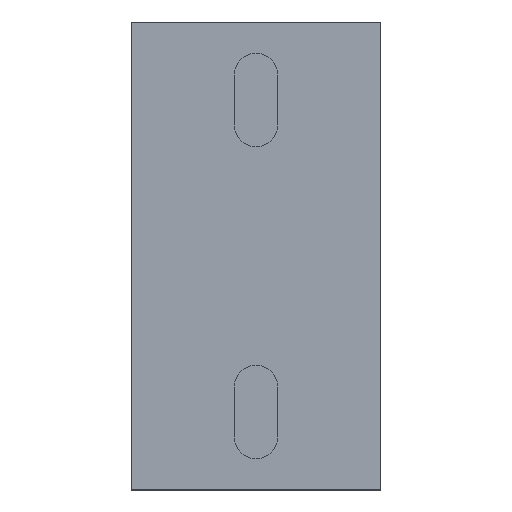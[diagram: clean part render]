
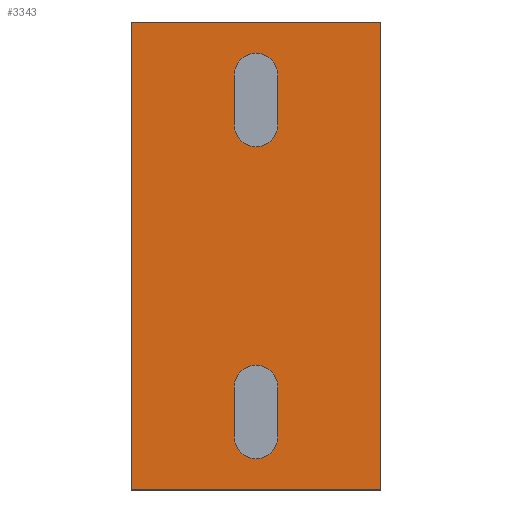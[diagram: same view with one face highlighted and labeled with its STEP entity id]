
A CAD part, top view. The second image highlights one B-rep face of the part: STEP entity #3343.
In plain terms, the highlighted planar face has unit normal (0, 0, 1).
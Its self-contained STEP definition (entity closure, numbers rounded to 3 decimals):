
#285=FACE_OUTER_BOUND('',#379,.T.);
#379=EDGE_LOOP('',(#3006,#3007,#3008,#3009));
#840=LINE('',#5331,#1274);
#843=LINE('',#5337,#1277);
#846=LINE('',#5343,#1280);
#849=LINE('',#5347,#1283);
#1274=VECTOR('',#4217,1.);
#1277=VECTOR('',#4222,1.);
#1280=VECTOR('',#4227,1.);
#1283=VECTOR('',#4232,1.);
#1778=VERTEX_POINT('',#5328);
#1779=VERTEX_POINT('',#5330);
#1781=VERTEX_POINT('',#5336);
#1783=VERTEX_POINT('',#5342);
#2348=EDGE_CURVE('',#1779,#1778,#840,.T.);
#2351=EDGE_CURVE('',#1781,#1779,#843,.T.);
#2354=EDGE_CURVE('',#1783,#1781,#846,.T.);
#2357=EDGE_CURVE('',#1778,#1783,#849,.T.);
#3006=ORIENTED_EDGE('',*,*,#2357,.T.);
#3007=ORIENTED_EDGE('',*,*,#2354,.T.);
#3008=ORIENTED_EDGE('',*,*,#2351,.T.);
#3009=ORIENTED_EDGE('',*,*,#2348,.T.);
#3249=PLANE('',#3532);
#3343=ADVANCED_FACE('',(#285),#3249,.T.);
#3532=AXIS2_PLACEMENT_3D('',#5349,#4235,#4236);
#4217=DIRECTION('',(0.,1.,0.));
#4222=DIRECTION('',(1.,0.,0.));
#4227=DIRECTION('',(0.,-1.,0.));
#4232=DIRECTION('',(-1.,0.,0.));
#4235=DIRECTION('center_axis',(0.,0.,1.));
#4236=DIRECTION('ref_axis',(1.,0.,0.));
#5328=CARTESIAN_POINT('',(93.216,136.461,998.059));
#5330=CARTESIAN_POINT('',(93.216,-13.539,998.059));
#5331=CARTESIAN_POINT('',(93.216,136.461,998.059));
#5336=CARTESIAN_POINT('',(13.216,-13.539,998.059));
#5337=CARTESIAN_POINT('',(93.216,-13.539,998.059));
#5342=CARTESIAN_POINT('',(13.216,136.461,998.059));
#5343=CARTESIAN_POINT('',(13.216,-13.539,998.059));
#5347=CARTESIAN_POINT('',(13.216,136.461,998.059));
#5349=CARTESIAN_POINT('Origin',(53.216,61.461,998.059));
